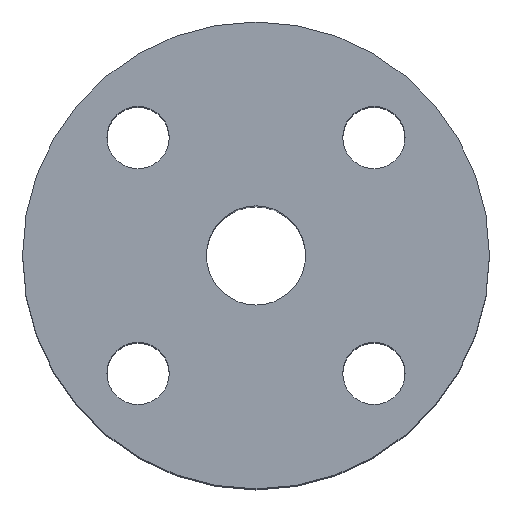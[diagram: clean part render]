
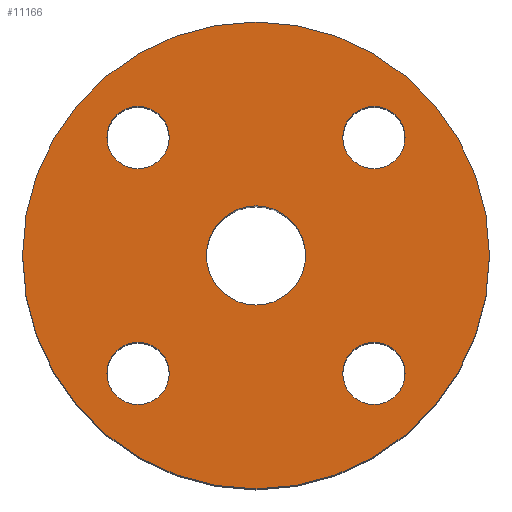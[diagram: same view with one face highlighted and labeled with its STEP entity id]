
A CAD part, top view. The second image highlights one B-rep face of the part: STEP entity #11166.
In plain terms, the highlighted planar face has unit normal (0, 0, 1).
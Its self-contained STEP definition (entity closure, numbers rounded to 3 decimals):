
#10 = AXIS2_PLACEMENT_3D ( 'NONE', #15850, #20471, #4660 ) ;
#297 = DIRECTION ( 'NONE',  ( 1., 0., 0. ) ) ;
#537 = VERTEX_POINT ( 'NONE', #8065 ) ;
#543 = VERTEX_POINT ( 'NONE', #7796 ) ;
#574 = EDGE_CURVE ( 'NONE', #9093, #15765, #21085, .T. ) ;
#631 = FACE_BOUND ( 'NONE', #1153, .T. ) ;
#655 = VERTEX_POINT ( 'NONE', #24223 ) ;
#957 = AXIS2_PLACEMENT_3D ( 'NONE', #5471, #11653, #24997 ) ;
#1153 = EDGE_LOOP ( 'NONE', ( #5092, #2109 ) ) ;
#1440 = CIRCLE ( 'NONE', #17165, 7. ) ;
#1472 = CARTESIAN_POINT ( 'NONE',  ( 11.15, 0., 0. ) ) ;
#1480 = CIRCLE ( 'NONE', #17213, 7. ) ;
#2109 = ORIENTED_EDGE ( 'NONE', *, *, #9729, .F. ) ;
#2131 = DIRECTION ( 'NONE',  ( 0., 0., 1. ) ) ;
#2168 = DIRECTION ( 'NONE',  ( 0., 1., 0. ) ) ;
#2511 = DIRECTION ( 'NONE',  ( 0., 0., 1. ) ) ;
#2515 = DIRECTION ( 'NONE',  ( 1., 0., 0. ) ) ;
#2742 = CARTESIAN_POINT ( 'NONE',  ( 0., 11.15, 0. ) ) ;
#2844 = AXIS2_PLACEMENT_3D ( 'NONE', #26366, #15673, #24253 ) ;
#3293 = FACE_BOUND ( 'NONE', #26137, .T. ) ;
#3384 = VERTEX_POINT ( 'NONE', #4151 ) ;
#3758 = EDGE_CURVE ( 'NONE', #25526, #16008, #26768, .T. ) ;
#4151 = CARTESIAN_POINT ( 'NONE',  ( 19.517, -26.517, 0. ) ) ;
#4319 = CARTESIAN_POINT ( 'NONE',  ( -33.517, 26.517, 0. ) ) ;
#4660 = DIRECTION ( 'NONE',  ( 1., 0., 0. ) ) ;
#5092 = ORIENTED_EDGE ( 'NONE', *, *, #13541, .F. ) ;
#5196 = ORIENTED_EDGE ( 'NONE', *, *, #23046, .T. ) ;
#5271 = FACE_BOUND ( 'NONE', #18647, .T. ) ;
#5286 = CARTESIAN_POINT ( 'NONE',  ( 33.517, 26.517, 0. ) ) ;
#5471 = CARTESIAN_POINT ( 'NONE',  ( 26.517, 26.517, 0. ) ) ;
#5979 = CIRCLE ( 'NONE', #13627, 7. ) ;
#6163 = ORIENTED_EDGE ( 'NONE', *, *, #574, .F. ) ;
#6195 = DIRECTION ( 'NONE',  ( 0., -1., 0. ) ) ;
#6653 = ORIENTED_EDGE ( 'NONE', *, *, #16609, .F. ) ;
#6727 = EDGE_CURVE ( 'NONE', #3384, #21993, #1440, .T. ) ;
#6908 = AXIS2_PLACEMENT_3D ( 'NONE', #2742, #20438, #22407 ) ;
#6924 = CARTESIAN_POINT ( 'NONE',  ( -26.517, 26.517, 0. ) ) ;
#7426 = EDGE_LOOP ( 'NONE', ( #26744, #6653 ) ) ;
#7784 = CARTESIAN_POINT ( 'NONE',  ( -11.15, 0., 0. ) ) ;
#7796 = CARTESIAN_POINT ( 'NONE',  ( -33.517, -26.517, 0. ) ) ;
#8065 = CARTESIAN_POINT ( 'NONE',  ( -52.5, 0., 0. ) ) ;
#8112 = DIRECTION ( 'NONE',  ( 0., 0., 1. ) ) ;
#8257 = CARTESIAN_POINT ( 'NONE',  ( 0., 0., 0. ) ) ;
#9064 = CIRCLE ( 'NONE', #19359, 7. ) ;
#9093 = VERTEX_POINT ( 'NONE', #9389 ) ;
#9107 = EDGE_CURVE ( 'NONE', #20912, #537, #27078, .T. ) ;
#9389 = CARTESIAN_POINT ( 'NONE',  ( -19.517, 26.517, 0. ) ) ;
#9583 = EDGE_CURVE ( 'NONE', #15765, #9093, #5979, .T. ) ;
#9729 = EDGE_CURVE ( 'NONE', #543, #11406, #1480, .T. ) ;
#9945 = DIRECTION ( 'NONE',  ( 1., 0., 0. ) ) ;
#9962 = ORIENTED_EDGE ( 'NONE', *, *, #3758, .F. ) ;
#10311 = AXIS2_PLACEMENT_3D ( 'NONE', #25633, #19453, #19593 ) ;
#10349 = CIRCLE ( 'NONE', #21568, 7. ) ;
#10546 = DIRECTION ( 'NONE',  ( 0., 0., 1. ) ) ;
#10658 = DIRECTION ( 'NONE',  ( 0., -1., 0. ) ) ;
#11166 = ADVANCED_FACE ( 'NONE', ( #5271, #631, #26636, #16081, #3293, #11591 ), #13572, .F. ) ;
#11406 = VERTEX_POINT ( 'NONE', #21836 ) ;
#11591 = FACE_OUTER_BOUND ( 'NONE', #24265, .T. ) ;
#11653 = DIRECTION ( 'NONE',  ( 0., 0., 1. ) ) ;
#12198 = CARTESIAN_POINT ( 'NONE',  ( 52.5, 0., 0. ) ) ;
#12550 = EDGE_CURVE ( 'NONE', #16008, #25526, #19897, .T. ) ;
#12660 = DIRECTION ( 'NONE',  ( 0., 0., 1. ) ) ;
#12858 = DIRECTION ( 'NONE',  ( 0., 0., 1. ) ) ;
#13324 = AXIS2_PLACEMENT_3D ( 'NONE', #16976, #23440, #2515 ) ;
#13541 = EDGE_CURVE ( 'NONE', #11406, #543, #27075, .T. ) ;
#13572 = PLANE ( 'NONE',  #6908 ) ;
#13627 = AXIS2_PLACEMENT_3D ( 'NONE', #6924, #12858, #2168 ) ;
#14763 = EDGE_CURVE ( 'NONE', #24567, #655, #10349, .T. ) ;
#15064 = CARTESIAN_POINT ( 'NONE',  ( 0., 0., 0. ) ) ;
#15673 = DIRECTION ( 'NONE',  ( 0., 0., 1. ) ) ;
#15765 = VERTEX_POINT ( 'NONE', #4319 ) ;
#15850 = CARTESIAN_POINT ( 'NONE',  ( 0., 0., 0. ) ) ;
#16008 = VERTEX_POINT ( 'NONE', #7784 ) ;
#16081 = FACE_BOUND ( 'NONE', #7426, .T. ) ;
#16207 = CARTESIAN_POINT ( 'NONE',  ( 26.517, -26.517, 0. ) ) ;
#16609 = EDGE_CURVE ( 'NONE', #655, #24567, #27457, .T. ) ;
#16976 = CARTESIAN_POINT ( 'NONE',  ( 0., 0., 0. ) ) ;
#17165 = AXIS2_PLACEMENT_3D ( 'NONE', #21337, #2511, #10658 ) ;
#17179 = ORIENTED_EDGE ( 'NONE', *, *, #9107, .T. ) ;
#17213 = AXIS2_PLACEMENT_3D ( 'NONE', #27554, #10546, #23040 ) ;
#17264 = ORIENTED_EDGE ( 'NONE', *, *, #6727, .F. ) ;
#17516 = CIRCLE ( 'NONE', #10, 52.5 ) ;
#18647 = EDGE_LOOP ( 'NONE', ( #21076, #17264 ) ) ;
#18987 = AXIS2_PLACEMENT_3D ( 'NONE', #8257, #27232, #20901 ) ;
#19359 = AXIS2_PLACEMENT_3D ( 'NONE', #16207, #12660, #6195 ) ;
#19453 = DIRECTION ( 'NONE',  ( 0., 0., 1. ) ) ;
#19593 = DIRECTION ( 'NONE',  ( 0., 1., 0. ) ) ;
#19897 = CIRCLE ( 'NONE', #25720, 11.15 ) ;
#20438 = DIRECTION ( 'NONE',  ( 0., 0., -1. ) ) ;
#20471 = DIRECTION ( 'NONE',  ( 0., 0., 1. ) ) ;
#20486 = CARTESIAN_POINT ( 'NONE',  ( 26.517, 26.517, 0. ) ) ;
#20755 = ORIENTED_EDGE ( 'NONE', *, *, #9583, .F. ) ;
#20901 = DIRECTION ( 'NONE',  ( 1., 0., 0. ) ) ;
#20912 = VERTEX_POINT ( 'NONE', #12198 ) ;
#21076 = ORIENTED_EDGE ( 'NONE', *, *, #21579, .F. ) ;
#21085 = CIRCLE ( 'NONE', #10311, 7. ) ;
#21337 = CARTESIAN_POINT ( 'NONE',  ( 26.517, -26.517, 0. ) ) ;
#21568 = AXIS2_PLACEMENT_3D ( 'NONE', #20486, #8112, #9945 ) ;
#21579 = EDGE_CURVE ( 'NONE', #21993, #3384, #9064, .T. ) ;
#21836 = CARTESIAN_POINT ( 'NONE',  ( -19.517, -26.517, 0. ) ) ;
#21892 = CARTESIAN_POINT ( 'NONE',  ( 33.517, -26.517, 0. ) ) ;
#21993 = VERTEX_POINT ( 'NONE', #21892 ) ;
#22407 = DIRECTION ( 'NONE',  ( -1., 0., 0. ) ) ;
#23040 = DIRECTION ( 'NONE',  ( -1., 0., 0. ) ) ;
#23046 = EDGE_CURVE ( 'NONE', #537, #20912, #17516, .T. ) ;
#23440 = DIRECTION ( 'NONE',  ( 0., 0., 1. ) ) ;
#23493 = ORIENTED_EDGE ( 'NONE', *, *, #12550, .F. ) ;
#24223 = CARTESIAN_POINT ( 'NONE',  ( 19.517, 26.517, 0. ) ) ;
#24253 = DIRECTION ( 'NONE',  ( -1., 0., 0. ) ) ;
#24265 = EDGE_LOOP ( 'NONE', ( #17179, #5196 ) ) ;
#24567 = VERTEX_POINT ( 'NONE', #5286 ) ;
#24997 = DIRECTION ( 'NONE',  ( 1., 0., 0. ) ) ;
#25107 = EDGE_LOOP ( 'NONE', ( #6163, #20755 ) ) ;
#25526 = VERTEX_POINT ( 'NONE', #1472 ) ;
#25633 = CARTESIAN_POINT ( 'NONE',  ( -26.517, 26.517, 0. ) ) ;
#25720 = AXIS2_PLACEMENT_3D ( 'NONE', #15064, #2131, #297 ) ;
#26137 = EDGE_LOOP ( 'NONE', ( #9962, #23493 ) ) ;
#26366 = CARTESIAN_POINT ( 'NONE',  ( -26.517, -26.517, 0. ) ) ;
#26636 = FACE_BOUND ( 'NONE', #25107, .T. ) ;
#26744 = ORIENTED_EDGE ( 'NONE', *, *, #14763, .F. ) ;
#26768 = CIRCLE ( 'NONE', #13324, 11.15 ) ;
#27075 = CIRCLE ( 'NONE', #2844, 7. ) ;
#27078 = CIRCLE ( 'NONE', #18987, 52.5 ) ;
#27232 = DIRECTION ( 'NONE',  ( 0., 0., 1. ) ) ;
#27457 = CIRCLE ( 'NONE', #957, 7. ) ;
#27554 = CARTESIAN_POINT ( 'NONE',  ( -26.517, -26.517, 0. ) ) ;
